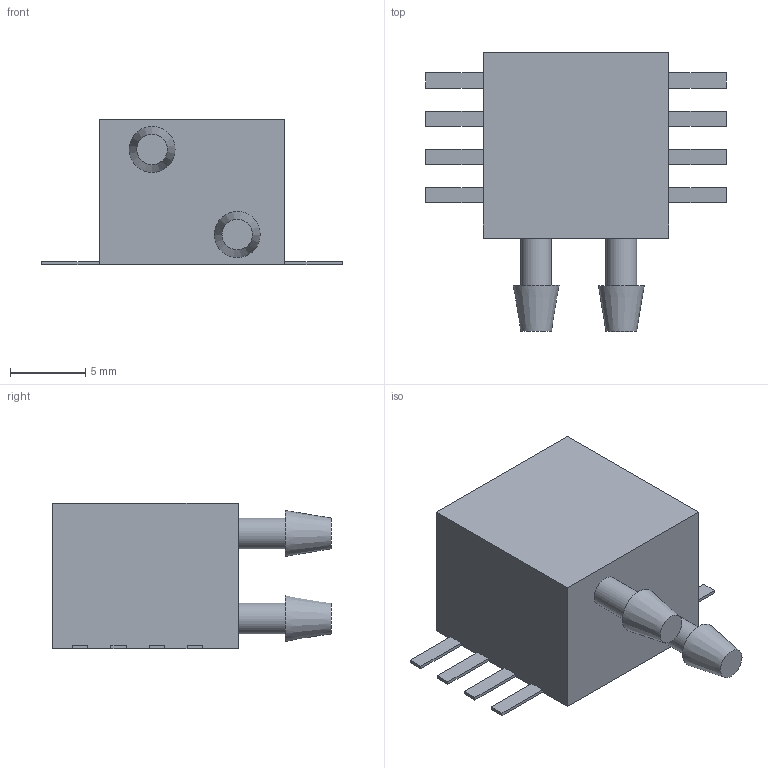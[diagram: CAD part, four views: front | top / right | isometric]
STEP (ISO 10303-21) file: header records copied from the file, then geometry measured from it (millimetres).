
FILE_DESCRIPTION(('FreeCAD Model'),'2;1');
FILE_NAME('Open CASCADE Shape Model','2021-08-20T13:37:22',('Author'),( ''),'Open CASCADE STEP processor 7.4','FreeCAD','Unknown');
FILE_SCHEMA(('AUTOMOTIVE_DESIGN_CC2 { 1 2 10303 214 -1 1 5 4 }'));
Length unit declared in the file: millimetre
Products named in the file (10): Part; Body; Pads; Body002; Body003; Body004; Body005; Body006; Body007; Body008
Assembly tree (9 placements, depth 2):
  Part
    Body
    Pads
    Body002
    Body003
    Body004
    Body005
    Body006
    Body007
    Body008
Bounding box: 19.95 x 18.51 x 9.65 mm (x, y, z)
Volume: 1522.6 mm3; surface area: 954 mm2
Topology: 9 solids, 9 shells, 62 faces, 120 edges, 80 vertices
Faces by surface type: plane 58, cylinder 2, cone 2
Full cylindrical faces by diameter (mm): 2.032 x2
Entity records: 1801 total; most frequent: CARTESIAN_POINT 272, DIRECTION 272, ORIENTED_EDGE 240, EDGE_CURVE 120, LINE 112, VECTOR 112, AXIS2_PLACEMENT_3D 80, VERTEX_POINT 80
